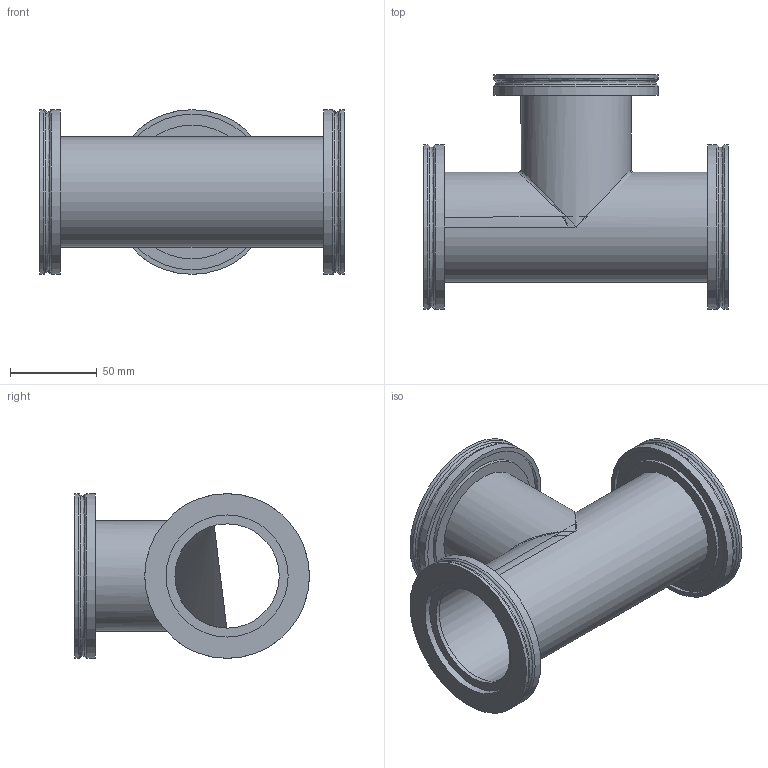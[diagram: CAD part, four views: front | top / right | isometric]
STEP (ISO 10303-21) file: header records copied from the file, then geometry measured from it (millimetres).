
FILE_DESCRIPTION (( 'STEP AP214' ), '1' );
FILE_NAME ('TE1ISOK63 FULLVAC.STEP', '2019-10-16T07:06:10', ( '' ), ( '' ), 'SwSTEP 2.0', 'SolidWorks 2017', '' );
FILE_SCHEMA (( 'AUTOMOTIVE_DESIGN' ));
Length unit declared in the file: millimetre
Products named in the file (3): 1^TE1ISOK63 FULLVAC; TE1ISOK63 FULLVAC; 2^TE1ISOK63 FULLVAC
Assembly tree (4 placements, depth 2):
  TE1ISOK63 FULLVAC
    1^TE1ISOK63 FULLVAC
    2^TE1ISOK63 FULLVAC  x3
Bounding box: 176 x 135.5 x 95 mm (x, y, z)
Volume: 182124.9 mm3; surface area: 128597.1 mm2
Topology: 4 solids, 4 shells, 67 faces, 135 edges, 83 vertices
Faces by surface type: cylinder 25, plane 23, bspline 16, cone 3
Full cylindrical faces by diameter (mm): 60.2 x4, 61 x1, 63.5 x5, 70.5 x3, 77.2 x3, 89.9 x3, 95 x6
Entity records: 3096 total; most frequent: CARTESIAN_POINT 2109, DIRECTION 112, ORIENTED_EDGE 80, EDGE_LOOP 58, AXIS2_PLACEMENT_3D 55, FACE_OUTER_BOUND 46, EDGE_CURVE 40, UNCERTAINTY_MEASURE_WITH_UNIT 38
